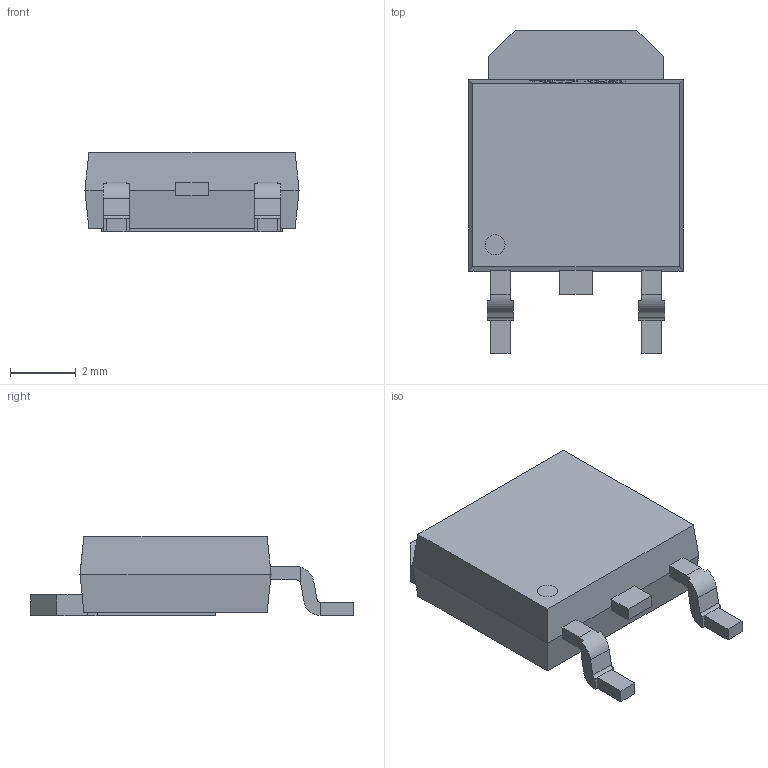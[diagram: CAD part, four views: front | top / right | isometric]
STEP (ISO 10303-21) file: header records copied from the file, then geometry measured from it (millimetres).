
FILE_DESCRIPTION (( 'STEP AP214' ), '1' );
FILE_NAME ('TO-252-3_L6.5-W5.8-P4.58-LS9.8-BR.step', '2022-08-01T12:57:38', ( '' ), ( '' ), 'SwSTEP 2.0', 'SolidWorks 2020', '' );
FILE_SCHEMA (( 'AUTOMOTIVE_DESIGN' ));
Length unit declared in the file: millimetre
Products named in the file (1): TO-252-3_L6.5-W5.8-P4.58-LS9.8-BR
Bounding box: 6.5 x 9.8 x 2.4 mm (x, y, z)
Volume: 92.5 mm3; surface area: 160.8 mm2
Topology: 1 solids, 1 shells, 300 faces, 818 edges, 540 vertices
Faces by surface type: plane 192, bspline 98, cylinder 10
Entity records: 13224 total; most frequent: CARTESIAN_POINT 2965, ORIENTED_EDGE 1636, DIRECTION 1048, EDGE_CURVE 818, LINE 594, VECTOR 594, VERTEX_POINT 540, EDGE_LOOP 320
